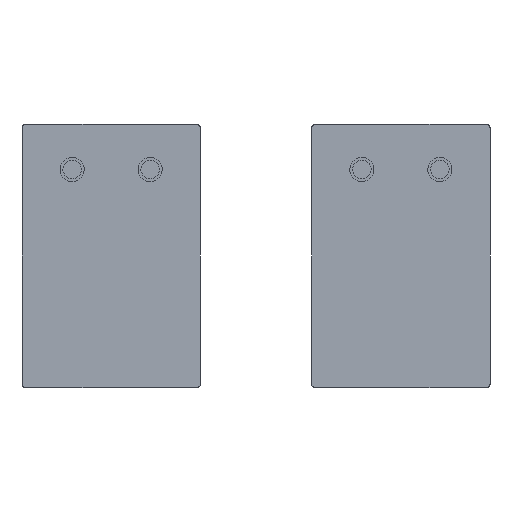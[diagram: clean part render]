
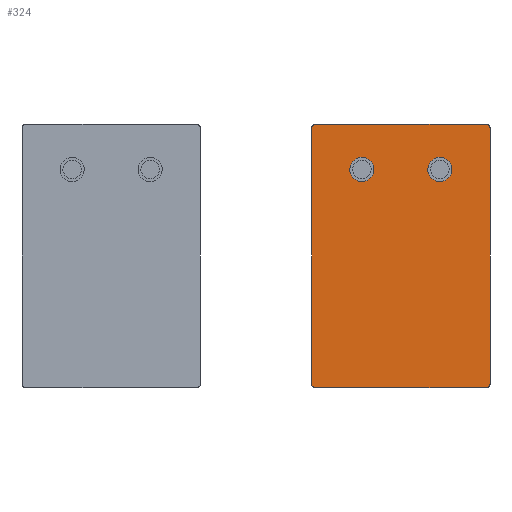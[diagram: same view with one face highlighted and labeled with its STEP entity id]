
A CAD part, front view. The second image highlights one B-rep face of the part: STEP entity #324.
In plain terms, the highlighted planar face has unit normal (0, -1, 0).
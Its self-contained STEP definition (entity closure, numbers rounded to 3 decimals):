
#47=PLANE('',#420);
#61=FACE_OUTER_BOUND('',#79,.T.);
#79=EDGE_LOOP('',(#264,#265,#266,#267,#268,#269,#270,#271));
#94=LINE('',#584,#114);
#100=LINE('',#605,#120);
#104=LINE('',#616,#124);
#105=LINE('',#618,#125);
#114=VECTOR('',#467,10.);
#120=VECTOR('',#487,10.);
#124=VECTOR('',#501,10.);
#125=VECTOR('',#504,10.);
#131=CIRCLE('',#405,1.);
#135=CIRCLE('',#412,1.);
#136=CIRCLE('',#415,1.);
#137=CIRCLE('',#417,1.);
#154=VERTEX_POINT('',#574);
#155=VERTEX_POINT('',#576);
#157=VERTEX_POINT('',#582);
#163=VERTEX_POINT('',#598);
#164=VERTEX_POINT('',#600);
#165=VERTEX_POINT('',#604);
#166=VERTEX_POINT('',#608);
#167=VERTEX_POINT('',#612);
#184=EDGE_CURVE('',#154,#155,#131,.T.);
#188=EDGE_CURVE('',#157,#154,#94,.T.);
#196=EDGE_CURVE('',#163,#164,#135,.T.);
#198=EDGE_CURVE('',#164,#165,#100,.T.);
#200=EDGE_CURVE('',#165,#166,#136,.T.);
#203=EDGE_CURVE('',#167,#157,#137,.T.);
#204=EDGE_CURVE('',#166,#167,#104,.T.);
#205=EDGE_CURVE('',#155,#163,#105,.T.);
#264=ORIENTED_EDGE('',*,*,#184,.F.);
#265=ORIENTED_EDGE('',*,*,#188,.F.);
#266=ORIENTED_EDGE('',*,*,#203,.F.);
#267=ORIENTED_EDGE('',*,*,#204,.F.);
#268=ORIENTED_EDGE('',*,*,#200,.F.);
#269=ORIENTED_EDGE('',*,*,#198,.F.);
#270=ORIENTED_EDGE('',*,*,#196,.F.);
#271=ORIENTED_EDGE('',*,*,#205,.F.);
#324=ADVANCED_FACE('',(#61),#47,.F.);
#405=AXIS2_PLACEMENT_3D('',#577,#460,#461);
#412=AXIS2_PLACEMENT_3D('',#601,#482,#483);
#415=AXIS2_PLACEMENT_3D('',#609,#491,#492);
#417=AXIS2_PLACEMENT_3D('',#614,#497,#498);
#420=AXIS2_PLACEMENT_3D('',#619,#505,#506);
#460=DIRECTION('center_axis',(0.,1.,0.));
#461=DIRECTION('ref_axis',(-0.707,0.,-0.707));
#467=DIRECTION('',(-1.,0.,0.));
#482=DIRECTION('center_axis',(0.,1.,0.));
#483=DIRECTION('ref_axis',(-0.707,0.,0.707));
#487=DIRECTION('',(1.,0.,0.));
#491=DIRECTION('center_axis',(0.,1.,0.));
#492=DIRECTION('ref_axis',(0.707,0.,0.707));
#497=DIRECTION('center_axis',(0.,1.,0.));
#498=DIRECTION('ref_axis',(0.707,0.,-0.707));
#501=DIRECTION('',(0.,0.,-1.));
#504=DIRECTION('',(0.,0.,1.));
#505=DIRECTION('center_axis',(0.,1.,0.));
#506=DIRECTION('ref_axis',(0.,0.,1.));
#574=CARTESIAN_POINT('',(-23.,0.,-35.5));
#576=CARTESIAN_POINT('',(-24.,0.,-34.5));
#577=CARTESIAN_POINT('Origin',(-23.,0.,-34.5));
#582=CARTESIAN_POINT('',(23.,0.,-35.5));
#584=CARTESIAN_POINT('',(24.,0.,-35.5));
#598=CARTESIAN_POINT('',(-24.,0.,34.5));
#600=CARTESIAN_POINT('',(-23.,0.,35.5));
#601=CARTESIAN_POINT('Origin',(-23.,0.,34.5));
#604=CARTESIAN_POINT('',(23.,0.,35.5));
#605=CARTESIAN_POINT('',(-24.,0.,35.5));
#608=CARTESIAN_POINT('',(24.,0.,34.5));
#609=CARTESIAN_POINT('Origin',(23.,0.,34.5));
#612=CARTESIAN_POINT('',(24.,0.,-34.5));
#614=CARTESIAN_POINT('Origin',(23.,0.,-34.5));
#616=CARTESIAN_POINT('',(24.,0.,35.5));
#618=CARTESIAN_POINT('',(-24.,0.,-35.5));
#619=CARTESIAN_POINT('Origin',(0.,0.,0.));
